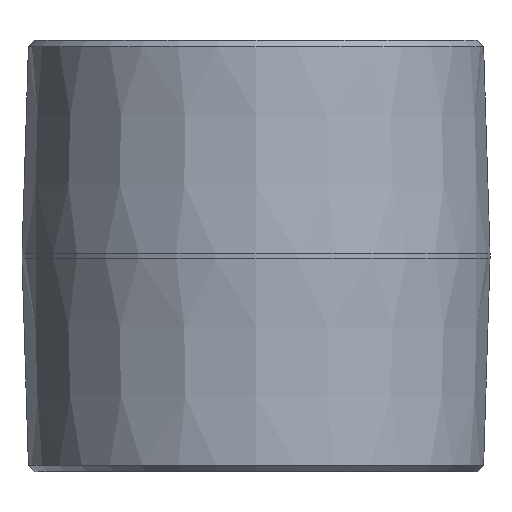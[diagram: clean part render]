
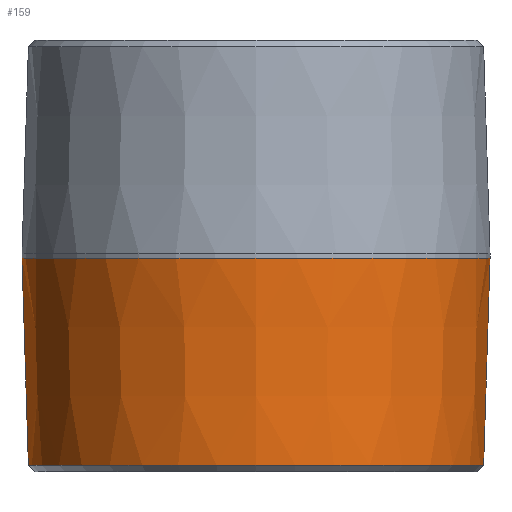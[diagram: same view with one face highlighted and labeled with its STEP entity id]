
A CAD part, front view. The second image highlights one B-rep face of the part: STEP entity #159.
In plain terms, the highlighted conical face has half-angle 1.78 degrees and reference radius 24.13 mm.
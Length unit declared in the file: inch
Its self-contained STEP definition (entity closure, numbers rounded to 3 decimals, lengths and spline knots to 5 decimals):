
#2 = DIRECTION ( 'NONE',  ( 0., 0., 1. ) ) ;
#10 = DIRECTION ( 'NONE',  ( 0.031, 0., 1. ) ) ;
#38 = AXIS2_PLACEMENT_3D ( 'NONE', #81, #2, #213 ) ;
#55 = EDGE_CURVE ( 'NONE', #214, #341, #277, .T. ) ;
#56 = LINE ( 'NONE', #223, #315 ) ;
#60 = EDGE_LOOP ( 'NONE', ( #268, #515, #316, #421 ) ) ;
#81 = CARTESIAN_POINT ( 'NONE',  ( 0., 0., 0.02499 ) ) ;
#85 = EDGE_CURVE ( 'NONE', #341, #511, #282, .T. ) ;
#97 = CARTESIAN_POINT ( 'NONE',  ( -0.9239, 0., 0.02499 ) ) ;
#100 = DIRECTION ( 'NONE',  ( -1., 0., 0. ) ) ;
#110 = CARTESIAN_POINT ( 'NONE',  ( 0., 0., 0.865 ) ) ;
#127 = CARTESIAN_POINT ( 'NONE',  ( 0.95, 0., 0.865 ) ) ;
#134 = EDGE_CURVE ( 'NONE', #143, #511, #56, .T. ) ;
#143 = VERTEX_POINT ( 'NONE', #97 ) ;
#156 = FACE_OUTER_BOUND ( 'NONE', #60, .T. ) ;
#159 = ADVANCED_FACE ( 'NONE', ( #156 ), #487, .T. ) ;
#197 = DIRECTION ( 'NONE',  ( 0., 0., 1. ) ) ;
#213 = DIRECTION ( 'NONE',  ( -1., 0., 0. ) ) ;
#214 = VERTEX_POINT ( 'NONE', #406 ) ;
#223 = CARTESIAN_POINT ( 'NONE',  ( -0.95, 0., 0.865 ) ) ;
#261 = CIRCLE ( 'NONE', #38, 0.9239 ) ;
#268 = ORIENTED_EDGE ( 'NONE', *, *, #134, .F. ) ;
#277 = LINE ( 'NONE', #127, #330 ) ;
#282 = CIRCLE ( 'NONE', #323, 0.95 ) ;
#289 = CARTESIAN_POINT ( 'NONE',  ( 0.95, 0., 0.865 ) ) ;
#315 = VECTOR ( 'NONE', #394, 39.37008 ) ;
#316 = ORIENTED_EDGE ( 'NONE', *, *, #55, .T. ) ;
#323 = AXIS2_PLACEMENT_3D ( 'NONE', #472, #444, #100 ) ;
#330 = VECTOR ( 'NONE', #10, 39.37008 ) ;
#332 = EDGE_CURVE ( 'NONE', #143, #214, #261, .T. ) ;
#341 = VERTEX_POINT ( 'NONE', #289 ) ;
#342 = CARTESIAN_POINT ( 'NONE',  ( -0.95, 0., 0.865 ) ) ;
#376 = AXIS2_PLACEMENT_3D ( 'NONE', #110, #197, #490 ) ;
#394 = DIRECTION ( 'NONE',  ( -0.031, 0., 1. ) ) ;
#406 = CARTESIAN_POINT ( 'NONE',  ( 0.9239, 0., 0.02499 ) ) ;
#421 = ORIENTED_EDGE ( 'NONE', *, *, #85, .T. ) ;
#444 = DIRECTION ( 'NONE',  ( 0., 0., -1. ) ) ;
#472 = CARTESIAN_POINT ( 'NONE',  ( 0., 0., 0.865 ) ) ;
#487 = CONICAL_SURFACE ( 'NONE', #376, 0.95, 0.031 ) ;
#490 = DIRECTION ( 'NONE',  ( 1., 0., 0. ) ) ;
#511 = VERTEX_POINT ( 'NONE', #342 ) ;
#515 = ORIENTED_EDGE ( 'NONE', *, *, #332, .T. ) ;
